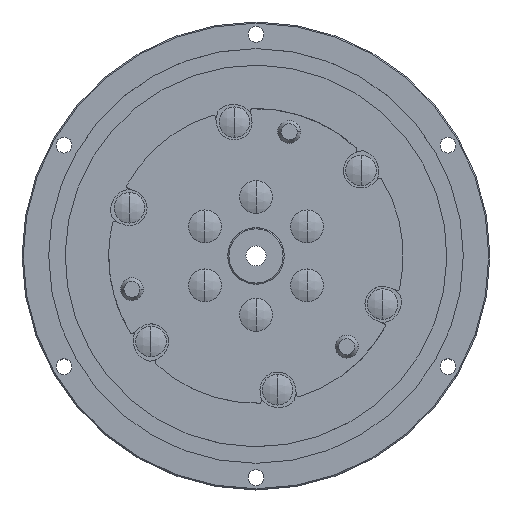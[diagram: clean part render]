
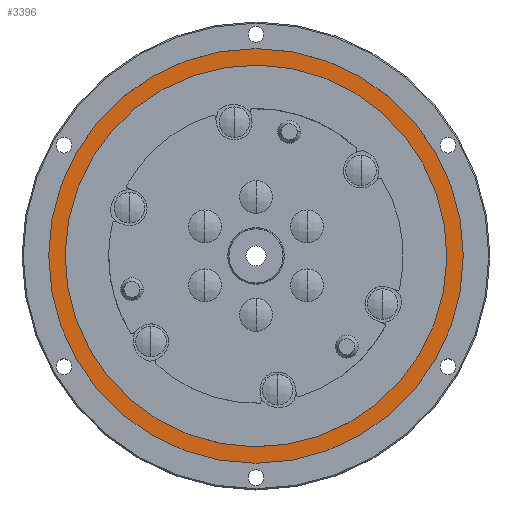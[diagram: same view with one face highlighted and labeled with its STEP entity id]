
A CAD part, top view. The second image highlights one B-rep face of the part: STEP entity #3396.
In plain terms, the highlighted planar face has unit normal (0, 0, 1).
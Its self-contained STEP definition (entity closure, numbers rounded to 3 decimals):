
#1226 = EDGE_CURVE ( 'NONE', #14967, #9821, #11874, .T. ) ;
#1376 = PLANE ( 'NONE',  #2714 ) ;
#1516 = DIRECTION ( 'NONE',  ( -1., 0., 0. ) ) ;
#1581 = ORIENTED_EDGE ( 'NONE', *, *, #1226, .F. ) ;
#2714 = AXIS2_PLACEMENT_3D ( 'NONE', #19982, #10757, #1516 ) ;
#3093 = CARTESIAN_POINT ( 'NONE',  ( -79.969, -12.885, 37.312 ) ) ;
#3396 = ADVANCED_FACE ( 'NONE', ( #13931, #5268 ), #1376, .F. ) ;
#4531 = AXIS2_PLACEMENT_3D ( 'NONE', #7082, #17853, #8646 ) ;
#4564 = CARTESIAN_POINT ( 'NONE',  ( 0., 0., 37.312 ) ) ;
#4659 = CARTESIAN_POINT ( 'NONE',  ( 0., 0., 37.312 ) ) ;
#4690 = EDGE_CURVE ( 'NONE', #9821, #14967, #9210, .T. ) ;
#5268 = FACE_OUTER_BOUND ( 'NONE', #8711, .T. ) ;
#5464 = VERTEX_POINT ( 'NONE', #3093 ) ;
#5529 = ORIENTED_EDGE ( 'NONE', *, *, #7118, .T. ) ;
#5783 = CARTESIAN_POINT ( 'NONE',  ( 0., 0., 37.312 ) ) ;
#6096 = DIRECTION ( 'NONE',  ( -1., 0., 0. ) ) ;
#6183 = DIRECTION ( 'NONE',  ( -1., 0., 0. ) ) ;
#6530 = AXIS2_PLACEMENT_3D ( 'NONE', #4659, #15421, #6183 ) ;
#6912 = AXIS2_PLACEMENT_3D ( 'NONE', #4564, #15322, #6096 ) ;
#7082 = CARTESIAN_POINT ( 'NONE',  ( 0., 0., 37.312 ) ) ;
#7118 = EDGE_CURVE ( 'NONE', #9026, #5464, #9103, .T. ) ;
#7366 = DIRECTION ( 'NONE',  ( -1., 0., 0. ) ) ;
#8646 = DIRECTION ( 'NONE',  ( -1., 0., 0. ) ) ;
#8711 = EDGE_LOOP ( 'NONE', ( #1581, #19385 ) ) ;
#9026 = VERTEX_POINT ( 'NONE', #10556 ) ;
#9103 = CIRCLE ( 'NONE', #12652, 81. ) ;
#9210 = CIRCLE ( 'NONE', #6530, 88. ) ;
#9526 = CIRCLE ( 'NONE', #4531, 81. ) ;
#9821 = VERTEX_POINT ( 'NONE', #14655 ) ;
#10556 = CARTESIAN_POINT ( 'NONE',  ( 79.969, 12.885, 37.312 ) ) ;
#10757 = DIRECTION ( 'NONE',  ( 0., 0., -1. ) ) ;
#11874 = CIRCLE ( 'NONE', #6912, 88. ) ;
#12652 = AXIS2_PLACEMENT_3D ( 'NONE', #5783, #16568, #7366 ) ;
#13931 = FACE_BOUND ( 'NONE', #18127, .T. ) ;
#14655 = CARTESIAN_POINT ( 'NONE',  ( 88., 0., 37.312 ) ) ;
#14739 = ORIENTED_EDGE ( 'NONE', *, *, #17130, .T. ) ;
#14967 = VERTEX_POINT ( 'NONE', #17559 ) ;
#15322 = DIRECTION ( 'NONE',  ( 0., 0., -1. ) ) ;
#15421 = DIRECTION ( 'NONE',  ( 0., 0., -1. ) ) ;
#16568 = DIRECTION ( 'NONE',  ( 0., 0., -1. ) ) ;
#17130 = EDGE_CURVE ( 'NONE', #5464, #9026, #9526, .T. ) ;
#17559 = CARTESIAN_POINT ( 'NONE',  ( -88., 0., 37.312 ) ) ;
#17853 = DIRECTION ( 'NONE',  ( 0., 0., -1. ) ) ;
#18127 = EDGE_LOOP ( 'NONE', ( #14739, #5529 ) ) ;
#19385 = ORIENTED_EDGE ( 'NONE', *, *, #4690, .F. ) ;
#19982 = CARTESIAN_POINT ( 'NONE',  ( 0., 0., 37.312 ) ) ;
